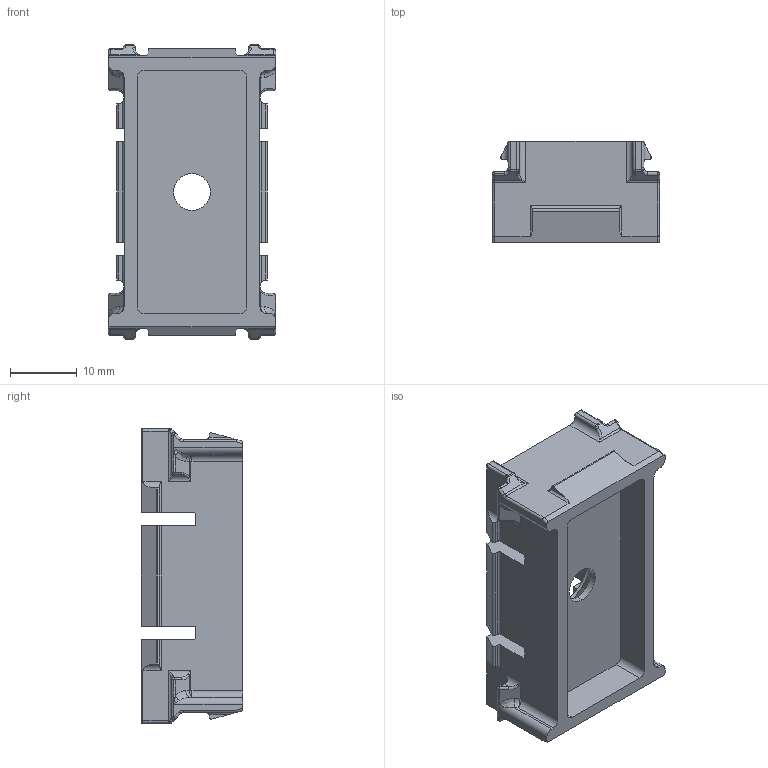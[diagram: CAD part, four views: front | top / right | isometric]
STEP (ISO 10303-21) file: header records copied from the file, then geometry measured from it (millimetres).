
FILE_DESCRIPTION (( 'STEP AP214' ), '1' );
FILE_NAME ('A19_25x25-R7016.STEP', '2025-08-27T11:32:42', ( '' ), ( '' ), 'SwSTEP 2.0', 'SolidWorks 2019', '' );
FILE_SCHEMA (( 'AUTOMOTIVE_DESIGN' ));
Length unit declared in the file: millimetre
Products named in the file (1): A19_25x25-R7016
Bounding box: 25 x 15.1 x 44.01 mm (x, y, z)
Volume: 5178.6 mm3; surface area: 5275.4 mm2
Topology: 1 solids, 1 shells, 329 faces, 856 edges, 490 vertices
Faces by surface type: cylinder 146, plane 89, bspline 60, torus 32, cone 2
Entity records: 10920 total; most frequent: CARTESIAN_POINT 3570, ORIENTED_EDGE 1632, DIRECTION 1458, EDGE_CURVE 816, AXIS2_PLACEMENT_3D 534, VERTEX_POINT 490, VECTOR 390, LINE 390
